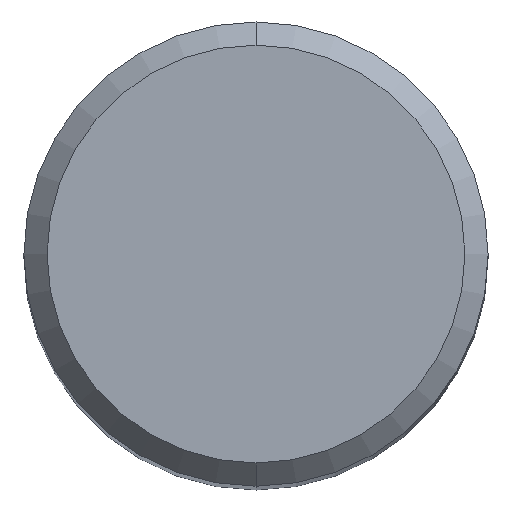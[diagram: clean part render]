
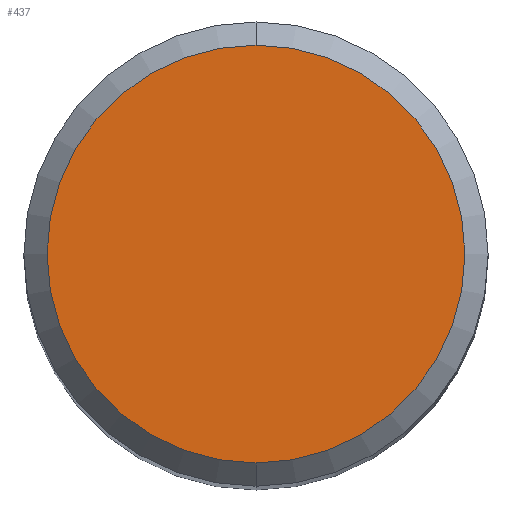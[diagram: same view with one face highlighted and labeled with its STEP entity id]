
A CAD part, top view. The second image highlights one B-rep face of the part: STEP entity #437.
In plain terms, the highlighted planar face has unit normal (0, 0, 1).
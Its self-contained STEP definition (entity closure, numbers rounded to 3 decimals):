
#235=VERTEX_POINT('',#544);
#355=VERTEX_POINT('',#678);
#369=EDGE_CURVE('',#355,#235,#695,.T.);
#405=EDGE_CURVE('',#235,#355,#735,.T.);
#437=ADVANCED_FACE('',(#769),#770,.T.);
#544=CARTESIAN_POINT('',(0.0,5.4,0.0));
#678=CARTESIAN_POINT('',(0.,-5.4,0.0));
#695=CIRCLE('',#1231,5.4);
#735=CIRCLE('',#1335,5.4);
#769=FACE_OUTER_BOUND('',#1458,.T.);
#770=PLANE('',#1459);
#1231=AXIS2_PLACEMENT_3D('',#1737,#1738,#1739);
#1335=AXIS2_PLACEMENT_3D('',#1791,#1792,#1793);
#1458=EDGE_LOOP('',(#1817,#1818));
#1459=AXIS2_PLACEMENT_3D('',#1819,#1820,#1821);
#1737=CARTESIAN_POINT('',(0.0,0.0,0.0));
#1738=DIRECTION('',(0.0,0.0,-1.0));
#1739=DIRECTION('',(0.0,1.0,0.0));
#1791=CARTESIAN_POINT('',(0.0,0.0,0.0));
#1792=DIRECTION('',(0.0,0.0,-1.0));
#1793=DIRECTION('',(0.0,1.0,0.0));
#1817=ORIENTED_EDGE('',*,*,#405,.F.);
#1818=ORIENTED_EDGE('',*,*,#369,.F.);
#1819=CARTESIAN_POINT('',(0.0,2.7,0.0));
#1820=DIRECTION('',(-0.0,0.0,1.0));
#1821=DIRECTION('',(0.0,-1.0,0.0));
